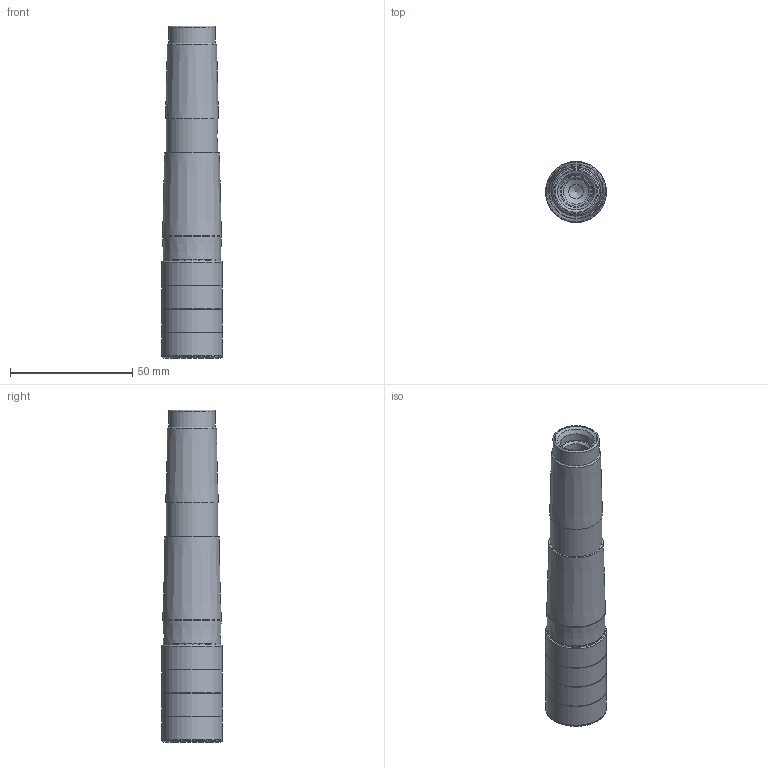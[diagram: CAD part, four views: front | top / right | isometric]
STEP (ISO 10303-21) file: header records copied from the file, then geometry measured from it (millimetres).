
FILE_DESCRIPTION(/* description */ (''),/* implementation_level */ '2;1');
FILE_NAME(/* name */ '202747022ndi000_00.stp',/* time_stamp */ '2019-12-10T06:33:20+01:00',/* author */ (''),/* organization */ (''),/* preprocessor_version */ 'ST-DEVELOPER v16.7',/* originating_system */ 'SIEMENS PLM Software NX 12.0',/* authorisation */ '');
FILE_SCHEMA (('AUTOMOTIVE_DESIGN { 1 0 10303 214 3 1 1 1 }'));
Length unit declared in the file: millimetre
Products named in the file (1): mp543BB0FC98a5fk
Bounding box: 24.95 x 24.94 x 136 mm (x, y, z)
Volume: 62365.6 mm3; surface area: 18108.4 mm2
Topology: 2 solids, 2 shells, 70 faces, 155 edges, 88 vertices
Faces by surface type: revolution 32, cone 18, cylinder 7, torus 7, plane 5, bspline 1
Full cylindrical faces by diameter (mm): 5 x1, 6 x1, 10.3 x1, 13 x1, 19 x1, 21 x1, 23.479 x1
Entity records: 1965 total; most frequent: CARTESIAN_POINT 749, DIRECTION 234, FACE_BOUND 142, EDGE_LOOP 140, ORIENTED_EDGE 140, AXIS2_PLACEMENT_3D 101, VERTEX_POINT 72, ADVANCED_FACE 70
